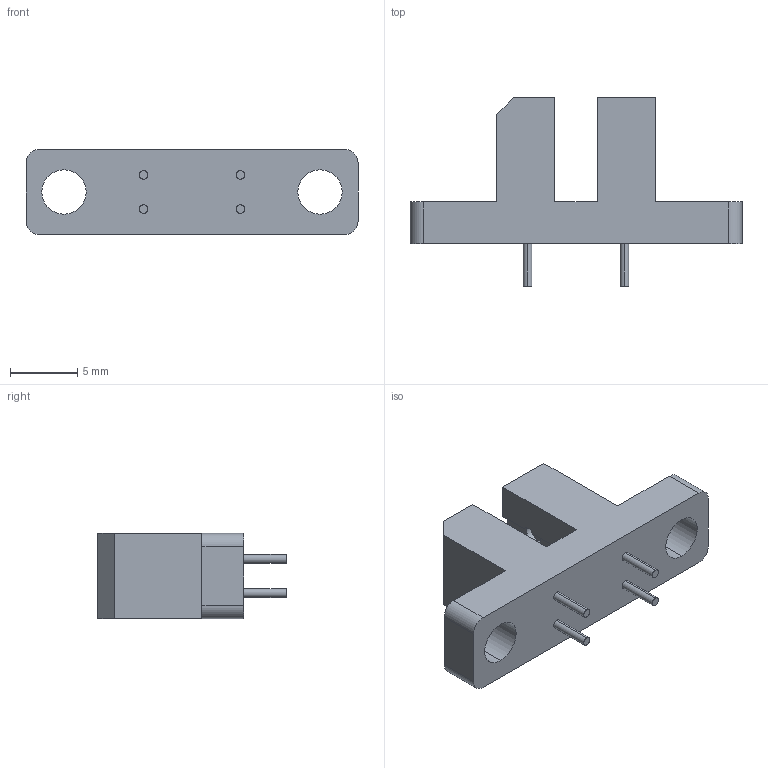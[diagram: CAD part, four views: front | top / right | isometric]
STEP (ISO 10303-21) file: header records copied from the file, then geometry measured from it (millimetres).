
FILE_DESCRIPTION((''),'2;1');
FILE_NAME('OPBH21A10','2018-05-24T19:19:37',('155640'),(''),'CREO PARAMETRIC BY PTC INC, 2017110','CREO PARAMETRIC BY PTC INC, 2017110','');
FILE_SCHEMA(('CONFIG_CONTROL_DESIGN'));
Length unit declared in the file: millimetre
Products named in the file (1): OPBH21A10
Bounding box: 24.7 x 14.02 x 6.35 mm (x, y, z)
Volume: 848.4 mm3; surface area: 894.4 mm2
Topology: 1 solids, 1 shells, 55 faces, 147 edges, 98 vertices
Faces by surface type: plane 35, cylinder 20
Entity records: 1775 total; most frequent: DIRECTION 305, CARTESIAN_POINT 300, ORIENTED_EDGE 294, EDGE_CURVE 147, AXIS2_PLACEMENT_3D 103, VECTOR 99, LINE 99, VERTEX_POINT 98
